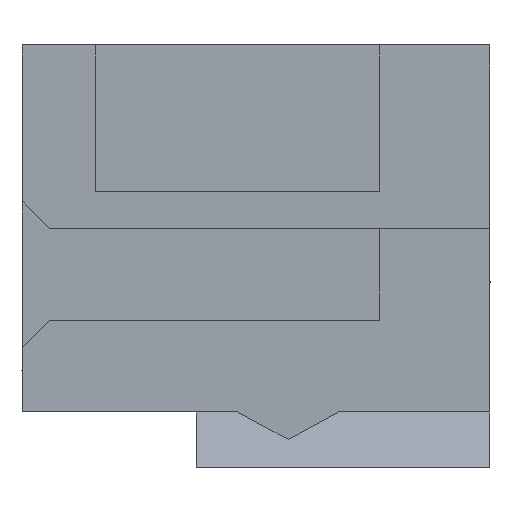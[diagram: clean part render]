
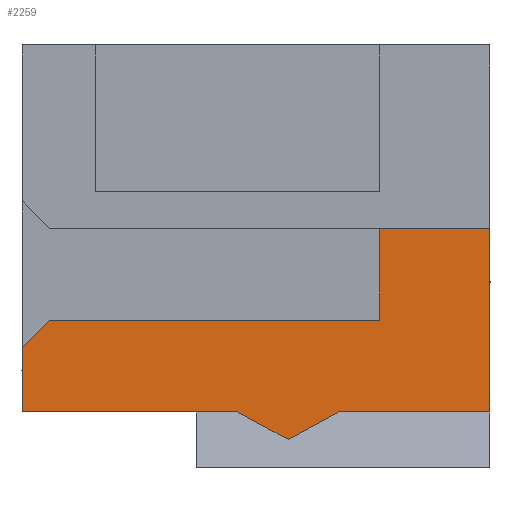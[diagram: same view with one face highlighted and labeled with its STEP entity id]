
A CAD part, left-side view. The second image highlights one B-rep face of the part: STEP entity #2259.
In plain terms, the highlighted planar face has unit normal (-1, 0, 0).
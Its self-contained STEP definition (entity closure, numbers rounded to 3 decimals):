
#37=CARTESIAN_POINT('',(-4.366,5.004,2.944));
#38=VERTEX_POINT('',#37);
#45=CARTESIAN_POINT('',(-4.366,5.004,3.63));
#46=VERTEX_POINT('',#45);
#47=CARTESIAN_POINT('',(-4.366,5.004,2.944));
#48=DIRECTION('',(0.,0.,1.));
#49=VECTOR('',#48,0.687);
#50=LINE('',#47,#49);
#51=EDGE_CURVE('',#38,#46,#50,.T.);
#620=CARTESIAN_POINT('',(-4.366,2.698,2.944));
#621=VERTEX_POINT('',#620);
#622=CARTESIAN_POINT('',(-4.366,5.004,2.944));
#623=DIRECTION('',(0.,-1.,0.));
#624=VECTOR('',#623,2.306);
#625=LINE('',#622,#624);
#626=EDGE_CURVE('',#38,#621,#625,.T.);
#644=CARTESIAN_POINT('',(-4.366,1.619,2.944));
#645=VERTEX_POINT('',#644);
#652=CARTESIAN_POINT('',(-4.366,0.,2.944));
#653=VERTEX_POINT('',#652);
#654=CARTESIAN_POINT('',(-4.366,1.619,2.944));
#655=DIRECTION('',(0.,-1.,0.));
#656=VECTOR('',#655,1.619);
#657=LINE('',#654,#656);
#658=EDGE_CURVE('',#645,#653,#657,.T.);
#809=CARTESIAN_POINT('',(-4.366,0.,4.906));
#810=VERTEX_POINT('',#809);
#811=CARTESIAN_POINT('',(-4.366,0.,2.944));
#812=DIRECTION('',(0.,0.,1.));
#813=VECTOR('',#812,1.962);
#814=LINE('',#811,#813);
#815=EDGE_CURVE('',#653,#810,#814,.T.);
#2176=CARTESIAN_POINT('',(-4.366,1.177,4.906));
#2177=VERTEX_POINT('',#2176);
#2178=CARTESIAN_POINT('',(-4.366,0.,4.906));
#2179=DIRECTION('',(0.,1.,0.));
#2180=VECTOR('',#2179,1.177);
#2181=LINE('',#2178,#2180);
#2182=EDGE_CURVE('',#810,#2177,#2181,.T.);
#2211=CARTESIAN_POINT('',(-4.366,2.502,3.778));
#2212=DIRECTION('',(0.,0.,-1.));
#2213=DIRECTION('',(1.,-0.,0.));
#2214=AXIS2_PLACEMENT_3D('',#2211,#2213,#2212);
#2215=PLANE('',#2214);
#2216=ORIENTED_EDGE('',*,*,#51,.T.);
#2217=CARTESIAN_POINT('',(-4.366,4.71,3.925));
#2218=VERTEX_POINT('',#2217);
#2219=CARTESIAN_POINT('',(-4.366,5.004,3.63));
#2220=DIRECTION('',(0.,-0.707,0.707));
#2221=VECTOR('',#2220,0.416);
#2222=LINE('',#2219,#2221);
#2223=EDGE_CURVE('',#46,#2218,#2222,.T.);
#2224=ORIENTED_EDGE('',*,*,#2223,.T.);
#2225=CARTESIAN_POINT('',(-4.366,1.177,3.925));
#2226=VERTEX_POINT('',#2225);
#2227=CARTESIAN_POINT('',(-4.366,4.71,3.925));
#2228=DIRECTION('',(0.,-1.,0.));
#2229=VECTOR('',#2228,3.532);
#2230=LINE('',#2227,#2229);
#2231=EDGE_CURVE('',#2218,#2226,#2230,.T.);
#2232=ORIENTED_EDGE('',*,*,#2231,.T.);
#2233=CARTESIAN_POINT('',(-4.366,1.177,3.925));
#2234=DIRECTION('',(0.,0.,1.));
#2235=VECTOR('',#2234,0.981);
#2236=LINE('',#2233,#2235);
#2237=EDGE_CURVE('',#2226,#2177,#2236,.T.);
#2238=ORIENTED_EDGE('',*,*,#2237,.T.);
#2239=ORIENTED_EDGE('',*,*,#2182,.F.);
#2240=ORIENTED_EDGE('',*,*,#815,.F.);
#2241=ORIENTED_EDGE('',*,*,#658,.F.);
#2242=CARTESIAN_POINT('',(-4.366,2.159,2.649));
#2243=VERTEX_POINT('',#2242);
#2244=CARTESIAN_POINT('',(-4.366,1.619,2.944));
#2245=DIRECTION('',(0.,0.878,-0.479));
#2246=VECTOR('',#2245,0.615);
#2247=LINE('',#2244,#2246);
#2248=EDGE_CURVE('',#645,#2243,#2247,.T.);
#2249=ORIENTED_EDGE('',*,*,#2248,.T.);
#2250=CARTESIAN_POINT('',(-4.366,2.159,2.649));
#2251=DIRECTION('',(0.,0.878,0.479));
#2252=VECTOR('',#2251,0.615);
#2253=LINE('',#2250,#2252);
#2254=EDGE_CURVE('',#2243,#621,#2253,.T.);
#2255=ORIENTED_EDGE('',*,*,#2254,.T.);
#2256=ORIENTED_EDGE('',*,*,#626,.F.);
#2257=EDGE_LOOP('',(#2216,#2224,#2232,#2238,#2239,#2240,#2241,#2249,#2255,#2256));
#2258=FACE_OUTER_BOUND('',#2257,.F.);
#2259=ADVANCED_FACE('',(#2258),#2215,.F.);
